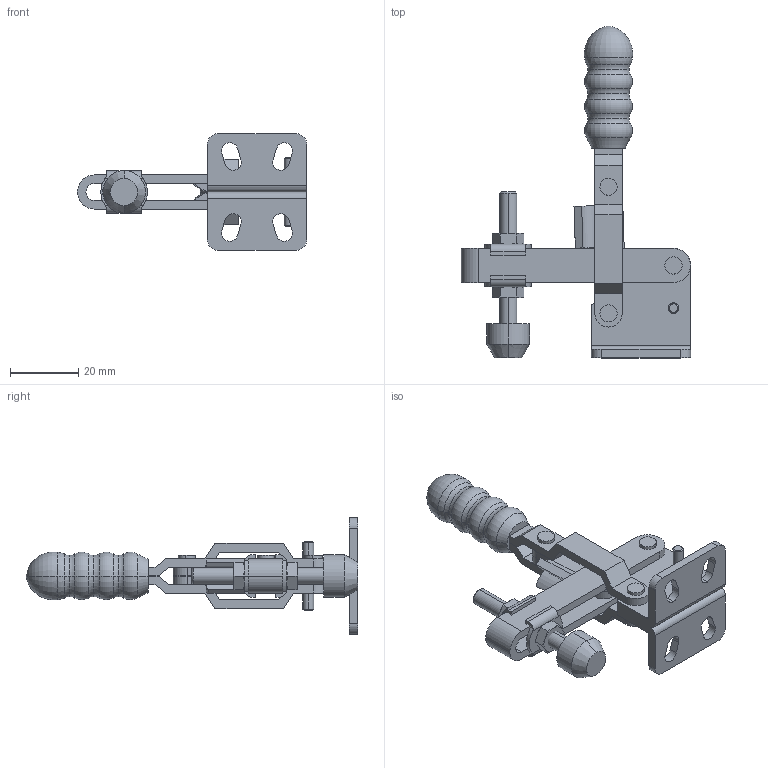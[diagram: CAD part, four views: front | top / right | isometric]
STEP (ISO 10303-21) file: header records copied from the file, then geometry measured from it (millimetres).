
FILE_DESCRIPTION (( 'STEP AP214' ), '1' );
FILE_NAME ('GH-11002-B(Â²¤Æ).STEP', '2020-03-26T03:45:30', ( 'LinWei' ), ( '' ), 'SwSTEP 2.0', 'SolidWorks 2016', '' );
FILE_SCHEMA (( 'AUTOMOTIVE_DESIGN' ));
Length unit declared in the file: millimetre
Products named in the file (6): Group6^GH-11002-B(簡化); Group4^GH-11002-B(簡化); Group3^GH-11002-B(簡化); Group2^GH-11002-B(簡化); Group1^GH-11002-B(簡化); GH-11002-B(簡化)
Assembly tree (5 placements, depth 2):
  GH-11002-B(簡化)
    Group1^GH-11002-B(簡化)
    Group2^GH-11002-B(簡化)
    Group3^GH-11002-B(簡化)
    Group4^GH-11002-B(簡化)
    Group6^GH-11002-B(簡化)
Bounding box: 67 x 97 x 34 mm (x, y, z)
Volume: 17228.8 mm3; surface area: 15647.2 mm2
Topology: 5 solids, 9 shells, 294 faces, 730 edges, 465 vertices
Faces by surface type: plane 136, cylinder 96, cone 38, torus 24
Entity records: 10166 total; most frequent: CARTESIAN_POINT 1844, DIRECTION 1519, ORIENTED_EDGE 1456, EDGE_CURVE 728, AXIS2_PLACEMENT_3D 580, VERTEX_POINT 465, VECTOR 359, LINE 359
